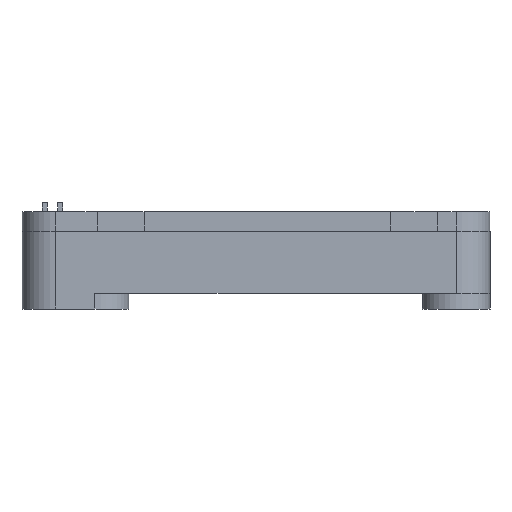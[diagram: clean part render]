
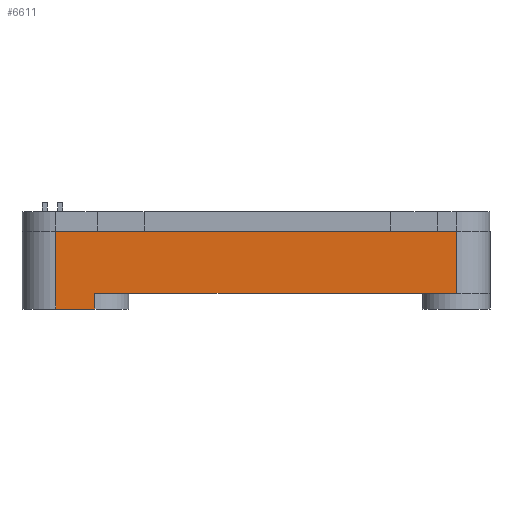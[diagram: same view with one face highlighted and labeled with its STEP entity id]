
A CAD part, front view. The second image highlights one B-rep face of the part: STEP entity #6611.
In plain terms, the highlighted planar face has unit normal (0, -1, 0).
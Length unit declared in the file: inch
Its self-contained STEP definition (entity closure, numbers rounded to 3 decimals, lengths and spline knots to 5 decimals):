
#423=FACE_OUTER_BOUND('',#806,.T.);
#806=EDGE_LOOP('',(#4393,#4394,#4395,#4396,#4397,#4398));
#1247=LINE('',#9414,#1856);
#1253=LINE('',#9435,#1862);
#1262=LINE('',#9459,#1871);
#1263=LINE('',#9464,#1872);
#1264=LINE('',#9465,#1873);
#1265=LINE('',#9466,#1874);
#1856=VECTOR('',#7631,0.3937);
#1862=VECTOR('',#7651,0.3937);
#1871=VECTOR('',#7674,0.3937);
#1872=VECTOR('',#7681,0.3937);
#1873=VECTOR('',#7682,0.3937);
#1874=VECTOR('',#7683,0.3937);
#2677=VERTEX_POINT('',#9411);
#2678=VERTEX_POINT('',#9413);
#2686=VERTEX_POINT('',#9432);
#2693=VERTEX_POINT('',#9457);
#2694=VERTEX_POINT('',#9458);
#2695=VERTEX_POINT('',#9463);
#3351=EDGE_CURVE('',#2678,#2677,#1247,.T.);
#3362=EDGE_CURVE('',#2678,#2686,#1253,.T.);
#3373=EDGE_CURVE('',#2693,#2694,#1262,.T.);
#3376=EDGE_CURVE('',#2677,#2695,#1263,.T.);
#3377=EDGE_CURVE('',#2694,#2695,#1264,.T.);
#3378=EDGE_CURVE('',#2693,#2686,#1265,.T.);
#4393=ORIENTED_EDGE('',*,*,#3351,.T.);
#4394=ORIENTED_EDGE('',*,*,#3376,.T.);
#4395=ORIENTED_EDGE('',*,*,#3377,.F.);
#4396=ORIENTED_EDGE('',*,*,#3373,.F.);
#4397=ORIENTED_EDGE('',*,*,#3378,.T.);
#4398=ORIENTED_EDGE('',*,*,#3362,.F.);
#6359=PLANE('',#7048);
#6611=ADVANCED_FACE('',(#423),#6359,.T.);
#7048=AXIS2_PLACEMENT_3D('',#9462,#7679,#7680);
#7631=DIRECTION('',(1.,0.,0.));
#7651=DIRECTION('',(0.,0.,-1.));
#7674=DIRECTION('',(0.,0.,1.));
#7679=DIRECTION('center_axis',(0.,-1.,0.));
#7680=DIRECTION('ref_axis',(1.,0.,0.));
#7681=DIRECTION('',(0.,0.,1.));
#7682=DIRECTION('',(1.,0.,0.));
#7683=DIRECTION('',(1.,0.,0.));
#9411=CARTESIAN_POINT('',(0.,-0.472,0.03));
#9413=CARTESIAN_POINT('',(-1.155,-0.472,0.03));
#9414=CARTESIAN_POINT('',(-0.96,-0.472,0.03));
#9432=CARTESIAN_POINT('',(-1.155,-0.472,-0.02));
#9435=CARTESIAN_POINT('',(-1.155,-0.472,0.));
#9457=CARTESIAN_POINT('',(-1.28,-0.472,-0.02));
#9458=CARTESIAN_POINT('',(-1.28,-0.472,0.229));
#9459=CARTESIAN_POINT('',(-1.28,-0.472,0.));
#9462=CARTESIAN_POINT('Origin',(-1.28,-0.472,0.));
#9463=CARTESIAN_POINT('',(0.,-0.472,0.229));
#9464=CARTESIAN_POINT('',(0.,-0.472,0.));
#9465=CARTESIAN_POINT('',(-1.28,-0.472,0.229));
#9466=CARTESIAN_POINT('',(-1.28,-0.472,-0.02));
